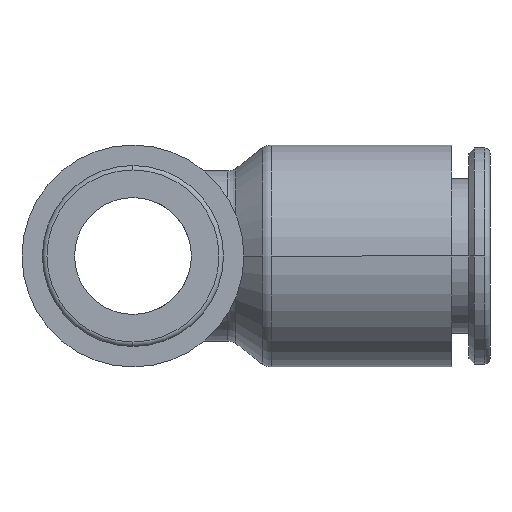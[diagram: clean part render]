
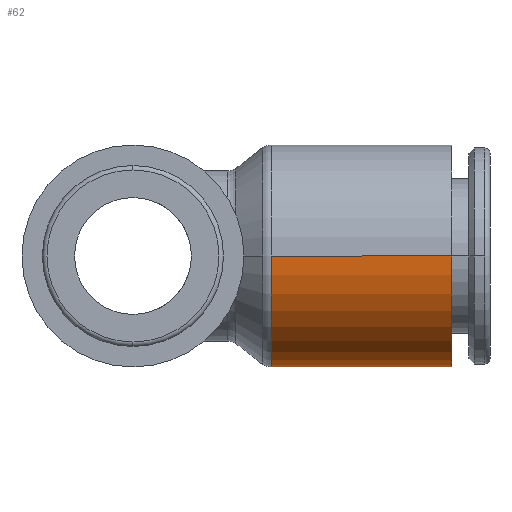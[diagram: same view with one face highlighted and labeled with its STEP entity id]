
A CAD part, left-side view. The second image highlights one B-rep face of the part: STEP entity #62.
In plain terms, the highlighted cylindrical face has radius 9.5 mm (diameter 19 mm), a partial arc.
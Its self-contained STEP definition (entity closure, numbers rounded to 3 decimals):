
#62=ADVANCED_FACE('',(#172),#173,.T.);
#172=FACE_OUTER_BOUND('',#370,.T.);
#173=CYLINDRICAL_SURFACE('',#371,9.5);
#370=EDGE_LOOP('',(#666,#667,#668,#669,#670));
#371=AXIS2_PLACEMENT_3D('',#671,#672,#673);
#666=ORIENTED_EDGE('',*,*,#1375,.F.);
#667=ORIENTED_EDGE('',*,*,#1376,.T.);
#668=ORIENTED_EDGE('',*,*,#1377,.T.);
#669=ORIENTED_EDGE('',*,*,#1378,.F.);
#670=ORIENTED_EDGE('',*,*,#1379,.F.);
#671=CARTESIAN_POINT('',(0.,-19.573,0.));
#672=DIRECTION('',(0.,-1.0,0.));
#673=DIRECTION('',(-1.0,0.,0.));
#1375=EDGE_CURVE('',#1681,#1682,#1683,.T.);
#1376=EDGE_CURVE('',#1681,#1684,#1685,.T.);
#1377=EDGE_CURVE('',#1684,#1686,#1687,.T.);
#1378=EDGE_CURVE('',#1688,#1686,#1689,.T.);
#1379=EDGE_CURVE('',#1682,#1688,#1690,.T.);
#1681=VERTEX_POINT('',#2106);
#1682=VERTEX_POINT('',#2107);
#1683=LINE('',#2108,#2109);
#1684=VERTEX_POINT('',#2110);
#1685=CIRCLE('',#2111,9.5);
#1686=VERTEX_POINT('',#2112);
#1687=CIRCLE('',#2113,9.5);
#1688=VERTEX_POINT('',#2114);
#1689=LINE('',#2115,#2116);
#1690=CIRCLE('',#2117,9.5);
#2106=CARTESIAN_POINT('',(-9.5,-11.85,0.));
#2107=CARTESIAN_POINT('',(-9.5,-27.295,0.));
#2108=CARTESIAN_POINT('',(-9.5,-19.573,0.));
#2109=VECTOR('',#2921,1.0);
#2110=CARTESIAN_POINT('',(0.,-11.85,-9.5));
#2111=AXIS2_PLACEMENT_3D('',#2922,#2923,#2924);
#2112=CARTESIAN_POINT('',(9.5,-11.85,0.));
#2113=AXIS2_PLACEMENT_3D('',#2925,#2926,#2927);
#2114=CARTESIAN_POINT('',(9.5,-27.295,0.));
#2115=CARTESIAN_POINT('',(9.5,-19.573,0.));
#2116=VECTOR('',#2928,1.0);
#2117=AXIS2_PLACEMENT_3D('',#2929,#2930,#2931);
#2921=DIRECTION('',(0.,-1.0,0.));
#2922=CARTESIAN_POINT('',(0.,-11.85,0.));
#2923=DIRECTION('',(0.,-1.0,0.));
#2924=DIRECTION('',(-1.0,0.,0.));
#2925=CARTESIAN_POINT('',(0.,-11.85,0.));
#2926=DIRECTION('',(0.,-1.0,0.));
#2927=DIRECTION('',(-1.0,0.,0.));
#2928=DIRECTION('',(0.,1.0,0.));
#2929=CARTESIAN_POINT('',(0.,-27.295,0.));
#2930=DIRECTION('',(0.,-1.0,0.));
#2931=DIRECTION('',(-1.0,0.,0.));
